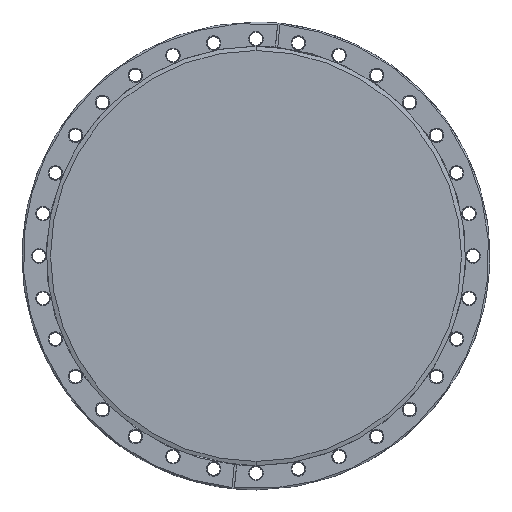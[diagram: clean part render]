
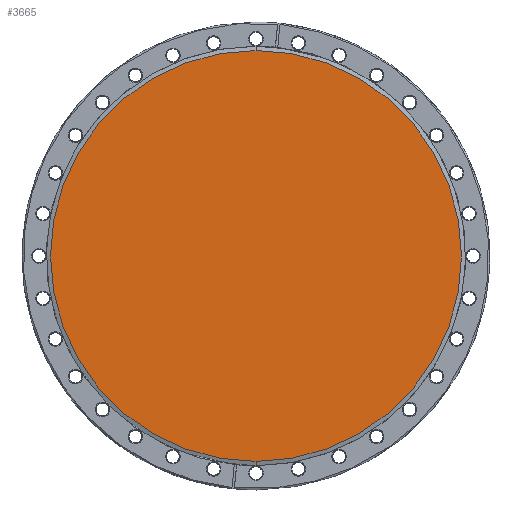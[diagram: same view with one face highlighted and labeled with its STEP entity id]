
A CAD part, top view. The second image highlights one B-rep face of the part: STEP entity #3665.
In plain terms, the highlighted planar face has unit normal (0, 0, 1).
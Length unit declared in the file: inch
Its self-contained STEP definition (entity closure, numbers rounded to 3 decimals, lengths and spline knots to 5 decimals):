
#290=CARTESIAN_POINT('',(0.,0.,-0.05));
#291=DIRECTION('',(0.,0.,-1.));
#292=DIRECTION('',(0.,1.,0.));
#293=AXIS2_PLACEMENT_3D('',#290,#291,#292);
#295=CARTESIAN_POINT('',(0.,0.,-0.05));
#296=DIRECTION('',(0.,0.,1.));
#297=DIRECTION('',(0.,1.,0.));
#298=AXIS2_PLACEMENT_3D('',#295,#296,#297);
#2294=CARTESIAN_POINT('',(0.,5.29,-0.05));
#2296=VERTEX_POINT('',#2294);
#2300=CARTESIAN_POINT('',(0.,-5.29,-0.05));
#2302=VERTEX_POINT('',#2300);
#3656=CARTESIAN_POINT('',(0.,0.,-0.05));
#3657=DIRECTION('',(0.,0.,1.));
#3658=DIRECTION('',(0.,1.,0.));
#3659=AXIS2_PLACEMENT_3D('',#3656,#3657,#3658);
#3660=PLANE('',#3659);
#3661=ORIENTED_EDGE('',*,*,#3638,.T.);
#3662=ORIENTED_EDGE('',*,*,#3649,.F.);
#3663=EDGE_LOOP('',(#3661,#3662));
#3664=FACE_OUTER_BOUND('',#3663,.F.);
#3665=ADVANCED_FACE('',(#3664),#3660,.T.);
#294=CIRCLE('',#293,5.29);
#299=CIRCLE('',#298,5.29);
#3638=EDGE_CURVE('',#2296,#2302,#294,.T.);
#3649=EDGE_CURVE('',#2296,#2302,#299,.T.);
